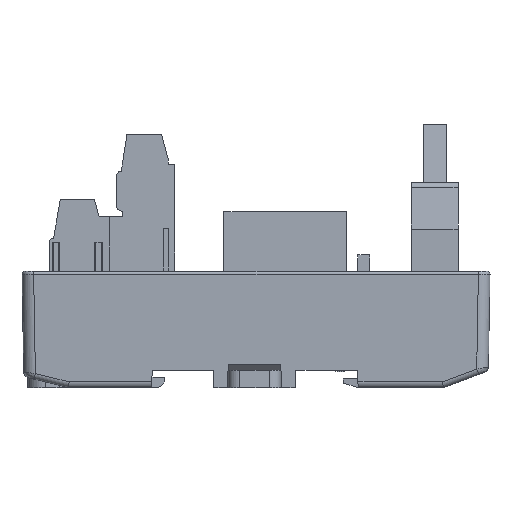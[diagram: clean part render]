
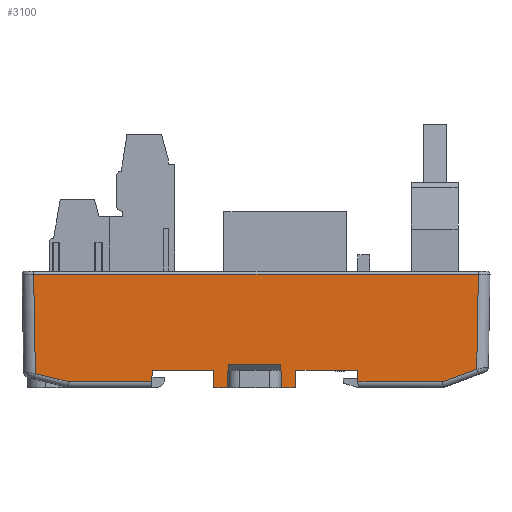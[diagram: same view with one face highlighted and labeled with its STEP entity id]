
A CAD part, left-side view. The second image highlights one B-rep face of the part: STEP entity #3100.
In plain terms, the highlighted planar face has unit normal (-1, 0, -0.018).
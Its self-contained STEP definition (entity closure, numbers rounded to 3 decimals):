
#1973=FACE_OUTER_BOUND('',#5818,.T.);
#3100=ADVANCED_FACE('',(#1973),#4289,.T.);
#4289=PLANE('',#23767);
#5818=EDGE_LOOP('',(#7818,#7819,#7820,#7821,#7822,#7823,#7824,#7825,#7826,
#7827,#7828,#7829,#7830,#7831,#7832,#7833,#7834,#7835));
#7818=ORIENTED_EDGE('',*,*,#15922,.F.);
#7819=ORIENTED_EDGE('',*,*,#15984,.T.);
#7820=ORIENTED_EDGE('',*,*,#15930,.F.);
#7821=ORIENTED_EDGE('',*,*,#15985,.T.);
#7822=ORIENTED_EDGE('',*,*,#15986,.T.);
#7823=ORIENTED_EDGE('',*,*,#15834,.F.);
#7824=ORIENTED_EDGE('',*,*,#15987,.T.);
#7825=ORIENTED_EDGE('',*,*,#15988,.T.);
#7826=ORIENTED_EDGE('',*,*,#15989,.T.);
#7827=ORIENTED_EDGE('',*,*,#15990,.T.);
#7828=ORIENTED_EDGE('',*,*,#15964,.F.);
#7829=ORIENTED_EDGE('',*,*,#15991,.T.);
#7830=ORIENTED_EDGE('',*,*,#15992,.T.);
#7831=ORIENTED_EDGE('',*,*,#15993,.T.);
#7832=ORIENTED_EDGE('',*,*,#15994,.T.);
#7833=ORIENTED_EDGE('',*,*,#15844,.F.);
#7834=ORIENTED_EDGE('',*,*,#15995,.F.);
#7835=ORIENTED_EDGE('',*,*,#15996,.T.);
#13691=VERTEX_POINT('',#31754);
#13692=VERTEX_POINT('',#31756);
#13701=VERTEX_POINT('',#31774);
#13702=VERTEX_POINT('',#31776);
#13767=VERTEX_POINT('',#31941);
#13768=VERTEX_POINT('',#31943);
#13774=VERTEX_POINT('',#31957);
#13775=VERTEX_POINT('',#31959);
#13802=VERTEX_POINT('',#32116);
#13803=VERTEX_POINT('',#32117);
#13818=VERTEX_POINT('',#32156);
#13819=VERTEX_POINT('',#32159);
#13820=VERTEX_POINT('',#32161);
#13821=VERTEX_POINT('',#32163);
#13822=VERTEX_POINT('',#32166);
#13823=VERTEX_POINT('',#32168);
#13824=VERTEX_POINT('',#32170);
#13825=VERTEX_POINT('',#32173);
#15834=EDGE_CURVE('',#13691,#13692,#18906,.T.);
#15844=EDGE_CURVE('',#13701,#13702,#18914,.T.);
#15922=EDGE_CURVE('',#13767,#13768,#18988,.T.);
#15930=EDGE_CURVE('',#13774,#13775,#18996,.T.);
#15964=EDGE_CURVE('',#13802,#13803,#19026,.T.);
#15984=EDGE_CURVE('',#13767,#13775,#19036,.T.);
#15985=EDGE_CURVE('',#13774,#13818,#19037,.T.);
#15986=EDGE_CURVE('',#13818,#13692,#19038,.T.);
#15987=EDGE_CURVE('',#13691,#13819,#19039,.T.);
#15988=EDGE_CURVE('',#13819,#13820,#19040,.T.);
#15989=EDGE_CURVE('',#13820,#13821,#19041,.T.);
#15990=EDGE_CURVE('',#13821,#13803,#19042,.T.);
#15991=EDGE_CURVE('',#13802,#13822,#19043,.T.);
#15992=EDGE_CURVE('',#13822,#13823,#19044,.T.);
#15993=EDGE_CURVE('',#13823,#13824,#19045,.T.);
#15994=EDGE_CURVE('',#13824,#13702,#19046,.T.);
#15995=EDGE_CURVE('',#13825,#13701,#19047,.T.);
#15996=EDGE_CURVE('',#13825,#13768,#19048,.T.);
#18906=LINE('',#31755,#21456);
#18914=LINE('',#31775,#21464);
#18988=LINE('',#31942,#21538);
#18996=LINE('',#31958,#21546);
#19026=LINE('',#32115,#21576);
#19036=LINE('',#32154,#21586);
#19037=LINE('',#32155,#21587);
#19038=LINE('',#32157,#21588);
#19039=LINE('',#32158,#21589);
#19040=LINE('',#32160,#21590);
#19041=LINE('',#32162,#21591);
#19042=LINE('',#32164,#21592);
#19043=LINE('',#32165,#21593);
#19044=LINE('',#32167,#21594);
#19045=LINE('',#32169,#21595);
#19046=LINE('',#32171,#21596);
#19047=LINE('',#32172,#21597);
#19048=LINE('',#32174,#21598);
#21456=VECTOR('',#25707,1.);
#21464=VECTOR('',#25719,1.);
#21538=VECTOR('',#25831,1.);
#21546=VECTOR('',#25841,1.);
#21576=VECTOR('',#25879,1.);
#21586=VECTOR('',#25915,1.);
#21587=VECTOR('',#25916,1.);
#21588=VECTOR('',#25917,1.);
#21589=VECTOR('',#25918,1.);
#21590=VECTOR('',#25919,1.);
#21591=VECTOR('',#25920,1.);
#21592=VECTOR('',#25921,1.);
#21593=VECTOR('',#25922,1.);
#21594=VECTOR('',#25923,1.);
#21595=VECTOR('',#25924,1.);
#21596=VECTOR('',#25925,1.);
#21597=VECTOR('',#25926,1.);
#21598=VECTOR('',#25927,1.);
#23767=AXIS2_PLACEMENT_3D('',#32175,#25928,#25929);
#25707=DIRECTION('',(0.,1.,0.));
#25719=DIRECTION('',(0.,1.,0.));
#25831=DIRECTION('',(0.017,0.035,-0.999));
#25841=DIRECTION('',(-0.017,0.035,0.999));
#25879=DIRECTION('',(0.,-1.,0.));
#25915=DIRECTION('',(0.,-1.,0.));
#25916=DIRECTION('',(0.,-1.,0.));
#25917=DIRECTION('',(-0.017,-0.035,0.999));
#25918=DIRECTION('',(0.017,-0.017,-1.));
#25919=DIRECTION('',(0.,-1.,0.));
#25920=DIRECTION('',(-0.006,-0.936,0.351));
#25921=DIRECTION('',(-0.017,-0.017,1.));
#25922=DIRECTION('',(0.017,-0.017,-1.));
#25923=DIRECTION('',(0.004,-0.97,-0.243));
#25924=DIRECTION('',(0.,-1.,0.));
#25925=DIRECTION('',(-0.017,-0.017,1.));
#25926=DIRECTION('',(-0.017,0.035,0.999));
#25927=DIRECTION('',(0.,-1.,0.));
#25928=DIRECTION('',(-1.,0.,-0.017));
#25929=DIRECTION('',(-0.017,0.,1.));
#31754=CARTESIAN_POINT('',(-574.113,264.543,208.6));
#31755=CARTESIAN_POINT('',(-574.113,282.025,208.6));
#31756=CARTESIAN_POINT('',(-574.113,275.179,208.6));
#31774=CARTESIAN_POINT('',(-574.113,289.388,208.6));
#31775=CARTESIAN_POINT('',(-574.113,282.025,208.6));
#31776=CARTESIAN_POINT('',(-574.113,299.874,208.6));
#31941=CARTESIAN_POINT('',(-574.131,286.798,209.6));
#31942=CARTESIAN_POINT('',(-574.102,286.855,207.972));
#31943=CARTESIAN_POINT('',(-574.061,286.938,205.6));
#31957=CARTESIAN_POINT('',(-574.061,277.629,205.6));
#31958=CARTESIAN_POINT('',(-574.102,277.711,207.972));
#31959=CARTESIAN_POINT('',(-574.131,277.768,209.6));
#32115=CARTESIAN_POINT('',(-574.401,282.025,225.088));
#32116=CARTESIAN_POINT('',(-574.401,320.226,225.088));
#32117=CARTESIAN_POINT('',(-574.401,243.825,225.088));
#32154=CARTESIAN_POINT('',(-574.131,277.733,209.6));
#32155=CARTESIAN_POINT('',(-574.061,282.025,205.6));
#32156=CARTESIAN_POINT('',(-574.061,275.283,205.6));
#32157=CARTESIAN_POINT('',(-574.058,275.289,205.425));
#32158=CARTESIAN_POINT('',(-574.102,264.532,207.972));
#32159=CARTESIAN_POINT('',(-574.078,264.507,206.582));
#32160=CARTESIAN_POINT('',(-574.078,282.025,206.582));
#32161=CARTESIAN_POINT('',(-574.078,249.997,206.582));
#32162=CARTESIAN_POINT('',(-573.935,271.821,198.399));
#32163=CARTESIAN_POINT('',(-574.117,244.109,208.79));
#32164=CARTESIAN_POINT('',(-574.398,243.827,224.936));
#32165=CARTESIAN_POINT('',(-574.095,319.92,207.556));
#32166=CARTESIAN_POINT('',(-574.104,319.928,208.037));
#32167=CARTESIAN_POINT('',(-573.966,288.39,200.152));
#32168=CARTESIAN_POINT('',(-574.078,314.111,206.582));
#32169=CARTESIAN_POINT('',(-574.078,282.025,206.582));
#32170=CARTESIAN_POINT('',(-574.078,299.909,206.582));
#32171=CARTESIAN_POINT('',(-574.415,299.572,225.909));
#32172=CARTESIAN_POINT('',(-574.405,289.972,225.325));
#32173=CARTESIAN_POINT('',(-574.061,289.283,205.6));
#32174=CARTESIAN_POINT('',(-574.061,282.025,205.6));
#32175=CARTESIAN_POINT('',(-574.41,282.025,225.602));
